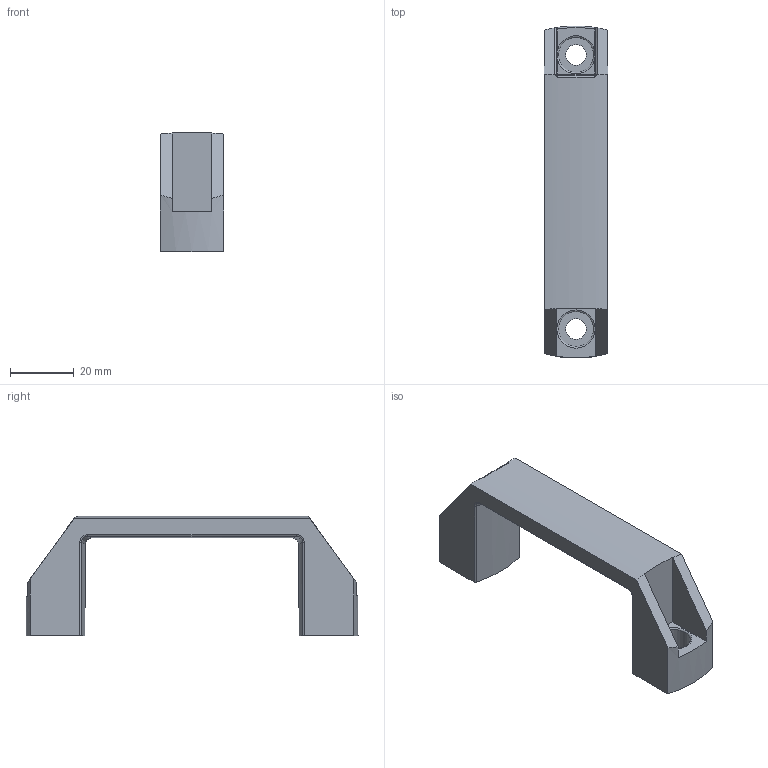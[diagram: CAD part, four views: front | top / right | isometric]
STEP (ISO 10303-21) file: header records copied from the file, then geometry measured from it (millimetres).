
FILE_DESCRIPTION(/* description */ (''),/* implementation_level */ '2;1');
FILE_NAME(/* name */ 'V-SLOT DOOR HANDLE (108.20.37).stp',/* time_stamp */ '2023-03-01T15:17:45+02:00',/* author */ ('arnold.brand'),/* organization */ (''),/* preprocessor_version */ 'ST-DEVELOPER v19.2',/* originating_system */ 'Autodesk Inventor 2023',/* authorisation */ '');
FILE_SCHEMA (('AUTOMOTIVE_DESIGN { 1 0 10303 214 3 1 1 }'));
Length unit declared in the file: millimetre
Products named in the file (1): V-SLOT DOOR HANDLE (108.20.37)
Bounding box: 20 x 104.25 x 37.48 mm (x, y, z)
Volume: 21679 mm3; surface area: 10691.6 mm2
Topology: 1 solids, 1 shells, 65 faces, 162 edges, 100 vertices
Faces by surface type: cylinder 25, plane 19, bspline 15, torus 4, sphere 2
Full cylindrical faces by diameter (mm): 6.5 x2, 11 x2
Entity records: 2479 total; most frequent: CARTESIAN_POINT 941, ORIENTED_EDGE 324, DIRECTION 295, EDGE_CURVE 162, AXIS2_PLACEMENT_3D 117, VERTEX_POINT 100, EDGE_LOOP 70, FACE_OUTER_BOUND 65
